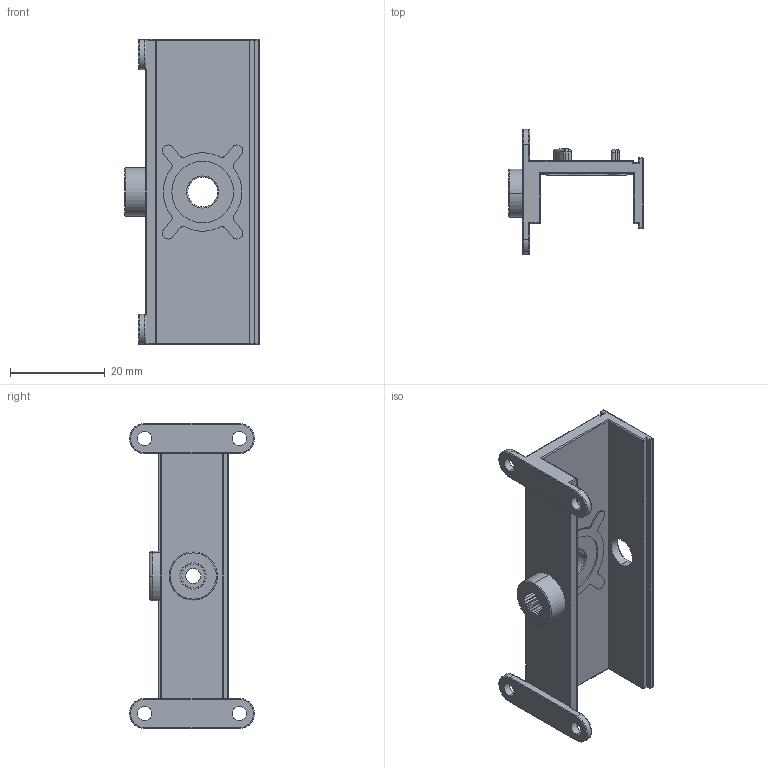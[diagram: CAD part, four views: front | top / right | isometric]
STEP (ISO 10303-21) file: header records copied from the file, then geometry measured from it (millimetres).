
FILE_DESCRIPTION (( 'STEP AP214' ), '1' );
FILE_NAME ('gripper wrist.STEP', '2009-11-06T13:56:00', ( 'Eric Work' ), ( 'Hewlett-Packard' ), 'SwSTEP 2.0', 'SolidWorks 2009', '' );
FILE_SCHEMA (( 'AUTOMOTIVE_DESIGN' ));
Length unit declared in the file: millimetre
Products named in the file (1): gripper wrist
Bounding box: 28.35 x 26.37 x 64.36 mm (x, y, z)
Volume: 7861 mm3; surface area: 7382.8 mm2
Topology: 1 solids, 1 shells, 249 faces, 638 edges, 376 vertices
Faces by surface type: cylinder 112, plane 91, torus 24, sphere 12, bspline 10
Entity records: 7483 total; most frequent: CARTESIAN_POINT 1514, DIRECTION 1286, ORIENTED_EDGE 1232, EDGE_CURVE 616, AXIS2_PLACEMENT_3D 464, VERTEX_POINT 376, VECTOR 358, LINE 358
